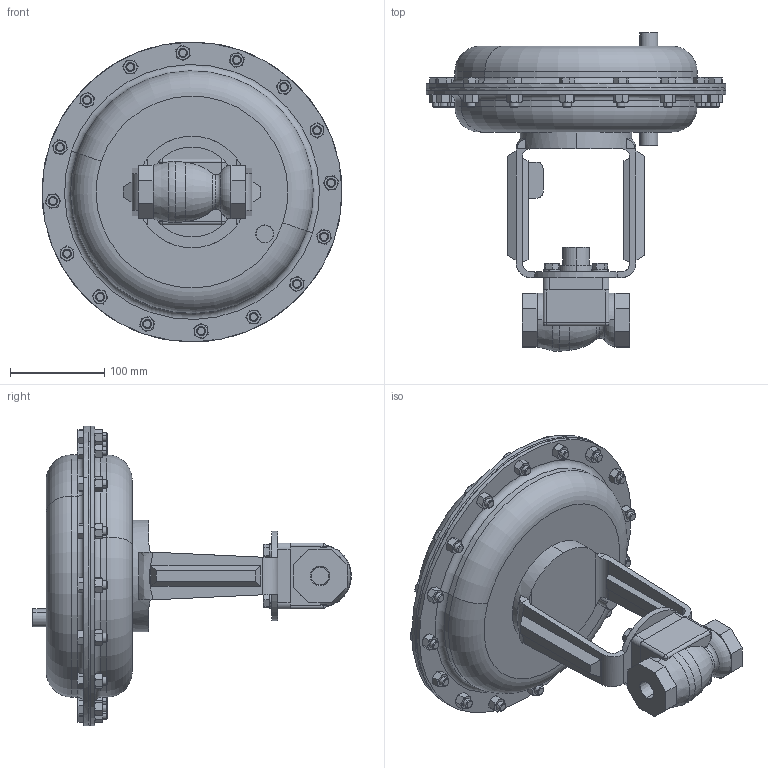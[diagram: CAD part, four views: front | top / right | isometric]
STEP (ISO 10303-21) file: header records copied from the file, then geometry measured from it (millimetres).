
FILE_DESCRIPTION (( 'STEP AP203' ), '1' );
FILE_NAME ('78-050-BR+CS+S6-PT-55M.step', '2017-09-25T13:10:25', ( '' ), ( '' ), 'SwSTEP 2.0', 'SolidWorks 2014', '' );
FILE_SCHEMA (( 'CONFIG_CONTROL_DESIGN' ));
Length unit declared in the file: inch
Products named in the file (1): 78-050-BR+CS+S6-PT-55M
Bounding box: 317.42 x 337.73 x 317.42 mm (x, y, z)
Volume: 5281941.1 mm3; surface area: 493815.9 mm2
Topology: 2 solids, 2 shells, 1005 faces, 2265 edges, 1391 vertices
Faces by surface type: plane 440, cone 377, cylinder 159, torus 23, sphere 4, bspline 2
Entity records: 32394 total; most frequent: CARTESIAN_POINT 10815, ORIENTED_EDGE 4522, DIRECTION 4260, EDGE_CURVE 2261, AXIS2_PLACEMENT_3D 1741, VERTEX_POINT 1391, EDGE_LOOP 1146, ADVANCED_FACE 1005
